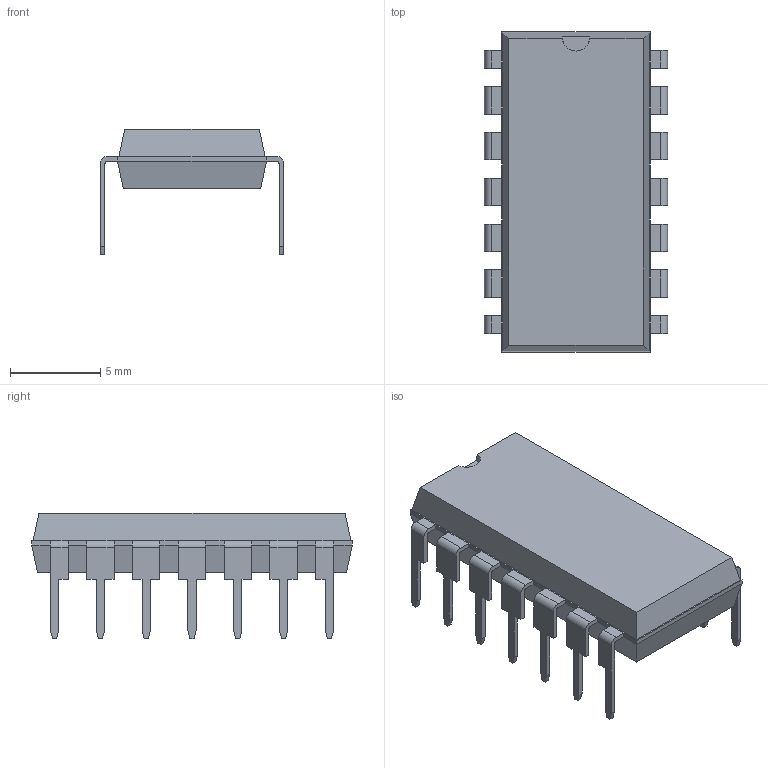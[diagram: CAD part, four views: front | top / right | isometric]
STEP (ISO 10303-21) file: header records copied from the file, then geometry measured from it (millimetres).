
FILE_DESCRIPTION(/* description */ ('model of DIP-14_W10.16mm'),/* implementation_level */ '2;1');
FILE_NAME(/* name */ 'DIP-14_W10.16mm.step',/* time_stamp */ '2018-11-04T10:34:46',/* author */ ('kicad StepUp','ksu'),/* organization */ ('FreeCAD'),/* preprocessor_version */ 'OCC',/* originating_system */ 'kicad StepUp',/* authorisation */ '');
FILE_SCHEMA(('AUTOMOTIVE_DESIGN { 1 0 10303 214 1 1 1 1 }'));
Length unit declared in the file: millimetre
Products named in the file (1): DIP_14_W1016mm
Bounding box: 10.16 x 17.78 x 6.98 mm (x, y, z)
Volume: 471.8 mm3; surface area: 620.5 mm2
Topology: 1 solids, 1 shells, 264 faces, 692 edges, 430 vertices
Faces by surface type: plane 195, bspline 40, cylinder 29
Entity records: 9732 total; most frequent: CARTESIAN_POINT 1532, ORIENTED_EDGE 1384, DIRECTION 1183, EDGE_CURVE 692, LINE 613, VECTOR 613, VERTEX_POINT 430, AXIS2_PLACEMENT_3D 285
